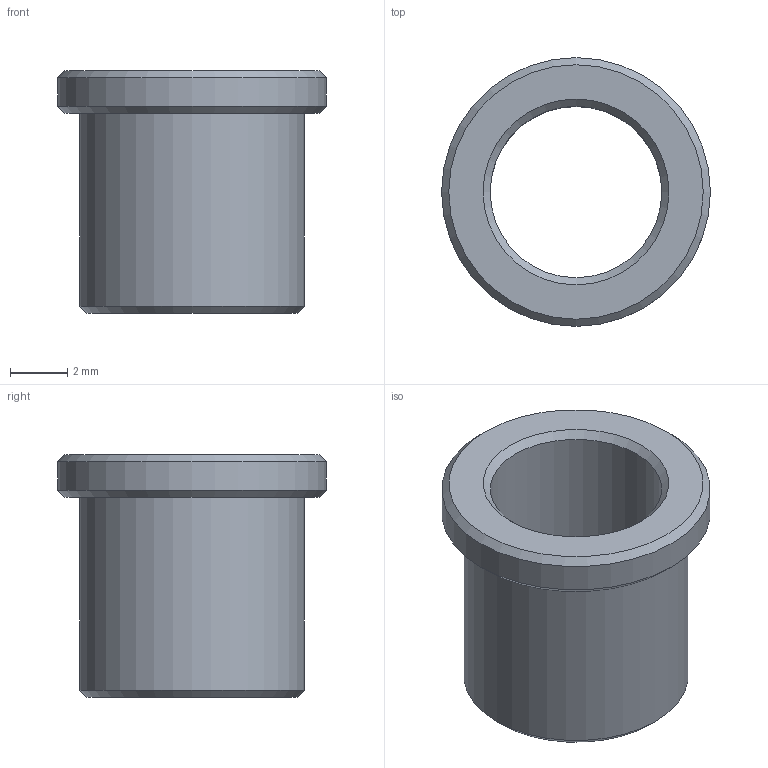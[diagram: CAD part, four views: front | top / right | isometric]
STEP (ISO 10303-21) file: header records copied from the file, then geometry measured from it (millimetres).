
FILE_DESCRIPTION(/* description */ (''),/* implementation_level */ '2;1');
FILE_NAME(/* name */ '40227_TXP-6mm ID x 8mm OD Bronze Bushing v1.step',/* time_stamp */ '2020-10-25T13:52:37-04:00',/* author */ (''),/* organization */ (''),/* preprocessor_version */ 'ST-DEVELOPER v18.1',/* originating_system */ 'Autodesk Translation Framework v9.3.0.1241',/* authorisation */ '');
FILE_SCHEMA (('AUTOMOTIVE_DESIGN { 1 0 10303 214 3 1 1 }'));
Length unit declared in the file: millimetre
Products named in the file (1): 40227_TXP-6mm ID x 8mm OD Bronze Bushing
Bounding box: 9.4 x 9.4 x 8.5 mm (x, y, z)
Volume: 198.8 mm3; surface area: 441.5 mm2
Topology: 1 solids, 1 shells, 11 faces, 21 edges, 13 vertices
Faces by surface type: cone 5, cylinder 3, plane 3
Full cylindrical faces by diameter (mm): 6 x1, 7.85 x1, 9.4 x1
Entity records: 328 total; most frequent: DIRECTION 58, CARTESIAN_POINT 46, ORIENTED_EDGE 42, AXIS2_PLACEMENT_3D 25, EDGE_CURVE 21, EDGE_LOOP 14, CIRCLE 13, VERTEX_POINT 13
